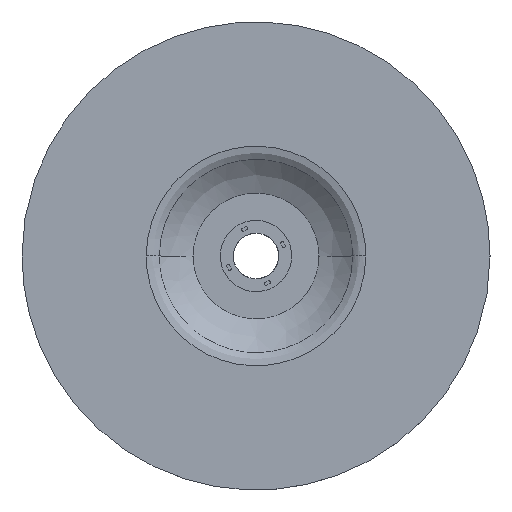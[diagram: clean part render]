
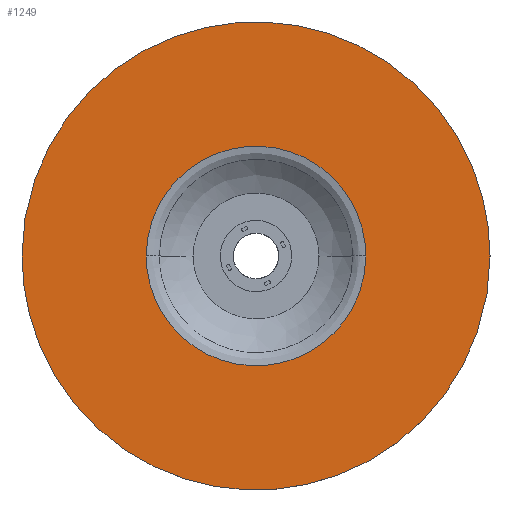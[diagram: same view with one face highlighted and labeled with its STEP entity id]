
A CAD part, top view. The second image highlights one B-rep face of the part: STEP entity #1249.
In plain terms, the highlighted free-form (B-spline) face has degree [1, 1] with [2, 2] control points.
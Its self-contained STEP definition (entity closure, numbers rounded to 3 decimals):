
#962 = VERTEX_POINT('',#963);
#963 = CARTESIAN_POINT('',(710.78,1242.316,
    1886.007));
#969 = EDGE_CURVE('',#970,#962,#972,.T.);
#970 = VERTEX_POINT('',#971);
#971 = CARTESIAN_POINT('',(562.244,1242.316,
    1886.007));
#972 = ( BOUNDED_CURVE() B_SPLINE_CURVE(2,(#973,#974,#975,#976,#977),
.UNSPECIFIED.,.F.,.F.) B_SPLINE_CURVE_WITH_KNOTS((3,2,3),(0.,
1.571,3.142),.PIECEWISE_BEZIER_KNOTS.) CURVE() 
GEOMETRIC_REPRESENTATION_ITEM() RATIONAL_B_SPLINE_CURVE((1.,
0.707,1.,0.707,1.)) REPRESENTATION_ITEM('') );
#973 = CARTESIAN_POINT('',(562.244,1242.316,
    1886.007));
#974 = CARTESIAN_POINT('',(562.244,1316.584,
    1886.007));
#975 = CARTESIAN_POINT('',(636.512,1316.584,
    1886.007));
#976 = CARTESIAN_POINT('',(710.78,1316.584,
    1886.007));
#977 = CARTESIAN_POINT('',(710.78,1242.316,
    1886.007));
#1205 = EDGE_CURVE('',#1206,#1208,#1210,.T.);
#1206 = VERTEX_POINT('',#1207);
#1207 = CARTESIAN_POINT('',(478.16,1242.316,
    1886.007));
#1208 = VERTEX_POINT('',#1209);
#1209 = CARTESIAN_POINT('',(794.864,1242.316,
    1886.007));
#1210 = ( BOUNDED_CURVE() B_SPLINE_CURVE(2,(#1211,#1212,#1213,#1214,
#1215),.UNSPECIFIED.,.F.,.F.) B_SPLINE_CURVE_WITH_KNOTS((3,2,3),(0.,
1.571,3.142),.PIECEWISE_BEZIER_KNOTS.) CURVE() 
GEOMETRIC_REPRESENTATION_ITEM() RATIONAL_B_SPLINE_CURVE((1.,
0.707,1.,0.707,1.)) REPRESENTATION_ITEM('') );
#1211 = CARTESIAN_POINT('',(478.16,1242.316,
    1886.007));
#1212 = CARTESIAN_POINT('',(478.16,1400.669,
    1886.007));
#1213 = CARTESIAN_POINT('',(636.512,1400.669,
    1886.007));
#1214 = CARTESIAN_POINT('',(794.864,1400.669,
    1886.007));
#1215 = CARTESIAN_POINT('',(794.864,1242.316,
    1886.007));
#1249 = ADVANCED_FACE('',(#1250,#1261),#1272,.F.);
#1250 = FACE_BOUND('',#1251,.T.);
#1251 = EDGE_LOOP('',(#1252,#1253));
#1252 = ORIENTED_EDGE('',*,*,#1205,.F.);
#1253 = ORIENTED_EDGE('',*,*,#1254,.F.);
#1254 = EDGE_CURVE('',#1208,#1206,#1255,.T.);
#1255 = ( BOUNDED_CURVE() B_SPLINE_CURVE(2,(#1256,#1257,#1258,#1259,
#1260),.UNSPECIFIED.,.F.,.F.) B_SPLINE_CURVE_WITH_KNOTS((3,2,3),(
    3.142,4.712,6.283),
.PIECEWISE_BEZIER_KNOTS.) CURVE() GEOMETRIC_REPRESENTATION_ITEM() 
RATIONAL_B_SPLINE_CURVE((1.,0.707,1.,0.707,1.)) 
REPRESENTATION_ITEM('') );
#1256 = CARTESIAN_POINT('',(794.864,1242.316,
    1886.007));
#1257 = CARTESIAN_POINT('',(794.864,1083.964,
    1886.007));
#1258 = CARTESIAN_POINT('',(636.512,1083.964,
    1886.007));
#1259 = CARTESIAN_POINT('',(478.16,1083.964,
    1886.007));
#1260 = CARTESIAN_POINT('',(478.16,1242.316,
    1886.007));
#1261 = FACE_BOUND('',#1262,.T.);
#1262 = EDGE_LOOP('',(#1263,#1264));
#1263 = ORIENTED_EDGE('',*,*,#969,.T.);
#1264 = ORIENTED_EDGE('',*,*,#1265,.T.);
#1265 = EDGE_CURVE('',#962,#970,#1266,.T.);
#1266 = ( BOUNDED_CURVE() B_SPLINE_CURVE(2,(#1267,#1268,#1269,#1270,
#1271),.UNSPECIFIED.,.F.,.F.) B_SPLINE_CURVE_WITH_KNOTS((3,2,3),(
    3.142,4.712,6.283),
.PIECEWISE_BEZIER_KNOTS.) CURVE() GEOMETRIC_REPRESENTATION_ITEM() 
RATIONAL_B_SPLINE_CURVE((1.,0.707,1.,0.707,1.)) 
REPRESENTATION_ITEM('') );
#1267 = CARTESIAN_POINT('',(710.78,1242.316,
    1886.007));
#1268 = CARTESIAN_POINT('',(710.78,1168.048,
    1886.007));
#1269 = CARTESIAN_POINT('',(636.512,1168.048,
    1886.007));
#1270 = CARTESIAN_POINT('',(562.244,1168.048,
    1886.007));
#1271 = CARTESIAN_POINT('',(562.244,1242.316,
    1886.007));
#1272 = B_SPLINE_SURFACE_WITH_KNOTS('',1,1,(
    (#1273,#1274)
    ,(#1275,#1276
    )),.UNSPECIFIED.,.F.,.F.,.F.,(2,2),(2,2),(-60.794,
    168.189),(-114.491,114.491),
  .PIECEWISE_BEZIER_KNOTS.);
#1273 = CARTESIAN_POINT('',(794.864,1083.964,
    1886.007));
#1274 = CARTESIAN_POINT('',(794.864,1400.669,
    1886.007));
#1275 = CARTESIAN_POINT('',(478.16,1083.964,
    1886.007));
#1276 = CARTESIAN_POINT('',(478.16,1400.669,
    1886.007));
